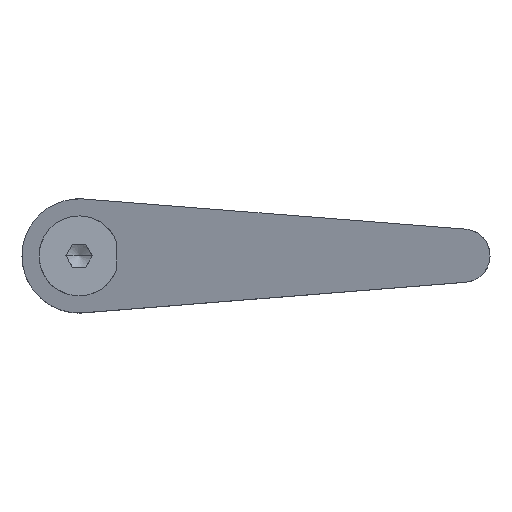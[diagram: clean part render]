
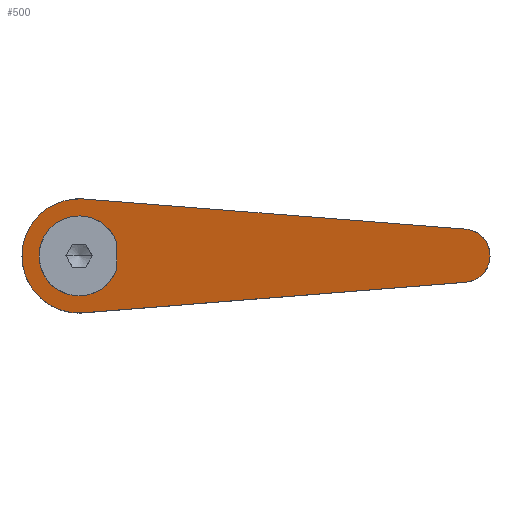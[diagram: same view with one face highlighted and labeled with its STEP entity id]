
A CAD part, top view. The second image highlights one B-rep face of the part: STEP entity #500.
In plain terms, the highlighted planar face has unit normal (-0.26, 0, 0.966).
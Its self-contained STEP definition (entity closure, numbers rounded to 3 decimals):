
#274=EDGE_CURVE('',#488,#292,#684,.T.);
#278=EDGE_CURVE('',#482,#350,#688,.T.);
#292=VERTEX_POINT('',#703);
#312=EDGE_CURVE('',#426,#540,#724,.T.);
#326=VERTEX_POINT('',#742);
#340=EDGE_CURVE('',#326,#482,#757,.T.);
#350=VERTEX_POINT('',#769);
#362=EDGE_CURVE('',#424,#578,#783,.T.);
#424=VERTEX_POINT('',#850);
#426=VERTEX_POINT('',#852);
#482=VERTEX_POINT('',#915);
#484=EDGE_CURVE('',#540,#488,#917,.T.);
#488=VERTEX_POINT('',#921);
#490=EDGE_CURVE('',#578,#326,#923,.T.);
#500=ADVANCED_FACE('',(#933,#934),#935,.F.);
#530=EDGE_CURVE('',#292,#426,#971,.T.);
#540=VERTEX_POINT('',#982);
#578=VERTEX_POINT('',#1022);
#586=EDGE_CURVE('',#350,#424,#1031,.T.);
#684=LINE('',#1147,#1148);
#688=LINE('',#1153,#1154);
#703=CARTESIAN_POINT('',(9.896,3.511,113.5));
#724=ELLIPSE('',#1213,10.874,10.5);
#742=CARTESIAN_POINT('',(-15.0,0.,106.8));
#757=ELLIPSE('',#1254,15.534,15.0);
#769=CARTESIAN_POINT('',(101.554,-6.978,138.167));
#783=LINE('',#1296,#1297);
#850=CARTESIAN_POINT('',(101.554,6.978,138.167));
#852=CARTESIAN_POINT('',(0.,10.5,110.837));
#915=CARTESIAN_POINT('',(1.188,-14.953,111.157));
#917=ELLIPSE('',#1507,10.874,10.5);
#921=CARTESIAN_POINT('',(9.896,-3.511,113.5));
#923=ELLIPSE('',#1514,15.534,15.0);
#933=FACE_OUTER_BOUND('',#1527,.T.);
#934=FACE_BOUND('',#1528,.T.);
#935=PLANE('',#1529);
#971=ELLIPSE('',#1573,10.874,10.5);
#982=CARTESIAN_POINT('',(0.,-10.5,110.837));
#1022=CARTESIAN_POINT('',(1.188,14.953,111.157));
#1031=ELLIPSE('',#1660,7.249,7.0);
#1147=CARTESIAN_POINT('',(9.896,0.,113.5));
#1148=VECTOR('',#1768,1.0);
#1153=CARTESIAN_POINT('',(103.416,-6.83,138.668));
#1154=VECTOR('',#1769,1.0);
#1213=AXIS2_PLACEMENT_3D('',#1797,#1798,#1799);
#1254=AXIS2_PLACEMENT_3D('',#1837,#1838,#1839);
#1296=CARTESIAN_POINT('',(56.602,10.55,126.07));
#1297=VECTOR('',#1878,1.0);
#1507=AXIS2_PLACEMENT_3D('',#2025,#2026,#2027);
#1514=AXIS2_PLACEMENT_3D('',#2028,#2029,#2030);
#1527=EDGE_LOOP('',(#2036,#2037,#2038,#2039,#2040));
#1528=EDGE_LOOP('',(#2041,#2042,#2043,#2044));
#1529=AXIS2_PLACEMENT_3D('',#2045,#2046,#2047);
#1573=AXIS2_PLACEMENT_3D('',#2098,#2099,#2100);
#1660=AXIS2_PLACEMENT_3D('',#2151,#2152,#2153);
#1768=DIRECTION('',(0.,1.0,0.0));
#1769=DIRECTION('',(0.963,0.077,0.259));
#1797=CARTESIAN_POINT('',(0.,0.,110.837));
#1798=DIRECTION('',(-0.26,0.,0.966));
#1799=DIRECTION('',(-0.966,0.0,-0.26));
#1837=CARTESIAN_POINT('',(0.,0.,110.837));
#1838=DIRECTION('',(-0.26,0.,0.966));
#1839=DIRECTION('',(-0.966,0.,-0.26));
#1878=DIRECTION('',(-0.963,0.077,-0.259));
#2025=CARTESIAN_POINT('',(0.,0.,110.837));
#2026=DIRECTION('',(-0.26,0.,0.966));
#2027=DIRECTION('',(-0.966,0.0,-0.26));
#2028=CARTESIAN_POINT('',(0.,0.,110.837));
#2029=DIRECTION('',(-0.26,0.,0.966));
#2030=DIRECTION('',(-0.966,0.,-0.26));
#2036=ORIENTED_EDGE('',*,*,#490,.T.);
#2037=ORIENTED_EDGE('',*,*,#340,.T.);
#2038=ORIENTED_EDGE('',*,*,#278,.T.);
#2039=ORIENTED_EDGE('',*,*,#586,.T.);
#2040=ORIENTED_EDGE('',*,*,#362,.T.);
#2041=ORIENTED_EDGE('',*,*,#530,.F.);
#2042=ORIENTED_EDGE('',*,*,#274,.F.);
#2043=ORIENTED_EDGE('',*,*,#484,.F.);
#2044=ORIENTED_EDGE('',*,*,#312,.F.);
#2045=CARTESIAN_POINT('',(48.966,0.,124.015));
#2046=DIRECTION('',(0.26,0.,-0.966));
#2047=DIRECTION('',(0.251,0.966,0.068));
#2098=CARTESIAN_POINT('',(0.,0.,110.837));
#2099=DIRECTION('',(-0.26,0.,0.966));
#2100=DIRECTION('',(-0.966,0.0,-0.26));
#2151=CARTESIAN_POINT('',(101.0,0.0,138.018));
#2152=DIRECTION('',(-0.26,0.,0.966));
#2153=DIRECTION('',(0.966,0.,0.26));
